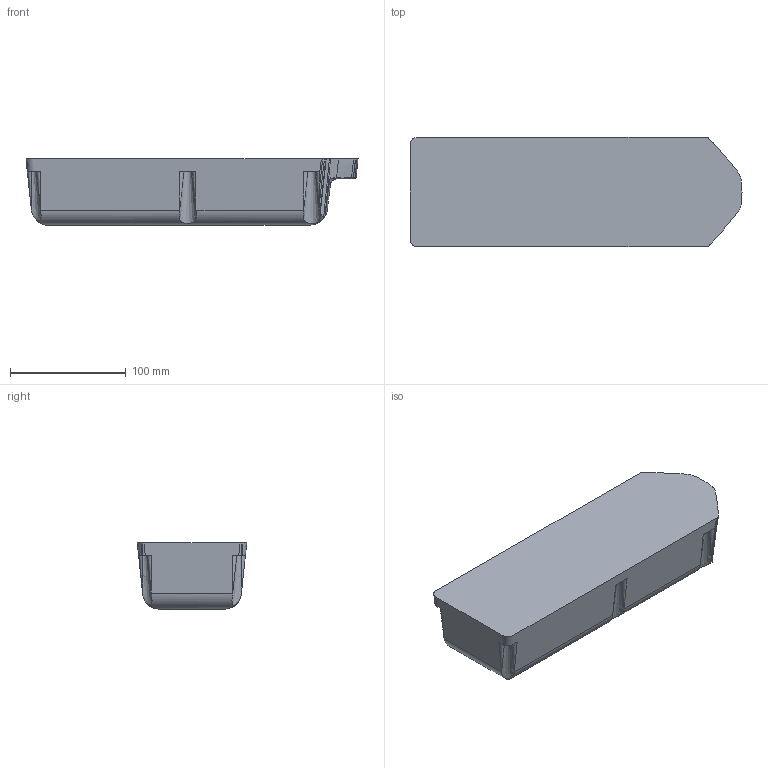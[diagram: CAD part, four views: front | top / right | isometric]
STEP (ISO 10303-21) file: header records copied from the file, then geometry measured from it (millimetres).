
FILE_DESCRIPTION(/* description */ (''),/* implementation_level */ '2;1');
FILE_NAME(/* name */ 'BackShell_v1.32 v66.step',/* time_stamp */ '2018-09-18T14:46:27-07:00',/* author */ ('drewskee'),/* organization */ (''),/* preprocessor_version */ 'ST-DEVELOPER v17.2',/* originating_system */ 'Autodesk Translation Framework v7.6.0.251',/* authorisation */ '');
FILE_SCHEMA (('AUTOMOTIVE_DESIGN { 1 0 10303 214 3 1 1 }'));
Length unit declared in the file: millimetre
Products named in the file (1): BackShell_v1.32
Bounding box: 286.62 x 94.4 x 57 mm (x, y, z)
Volume: 1278831.3 mm3; surface area: 85260 mm2
Topology: 1 solids, 2 shells, 76 faces, 244 edges, 166 vertices
Faces by surface type: bspline 43, cone 20, plane 9, cylinder 4
Entity records: 6722 total; most frequent: CARTESIAN_POINT 4993, ORIENTED_EDGE 480, EDGE_CURVE 240, B_SPLINE_CURVE_WITH_KNOTS 170, VERTEX_POINT 166, DIRECTION 158, FACE_OUTER_BOUND 76, EDGE_LOOP 76
